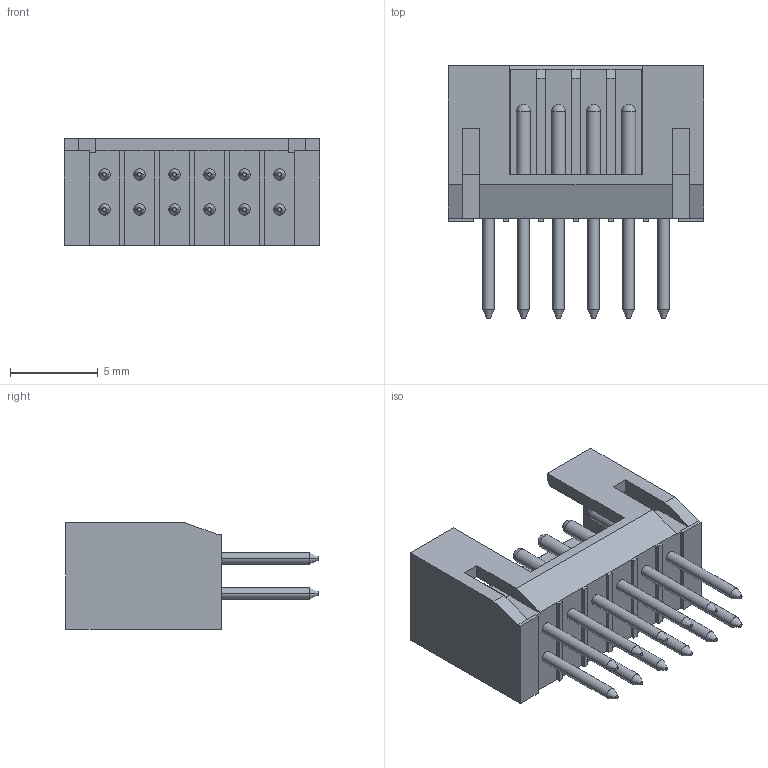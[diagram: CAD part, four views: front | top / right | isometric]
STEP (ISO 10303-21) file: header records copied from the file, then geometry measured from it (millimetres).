
FILE_DESCRIPTION((''),'2;1');
FILE_NAME('F3JL24-S12SD000-01','2023-05-24T',('工程三'),(''),'PRO/ENGINEER BY PARAMETRIC TECHNOLOGY CORPORATION, 2010280','PRO/ENGINEER BY PARAMETRIC TECHNOLOGY CORPORATION, 2010280','');
FILE_SCHEMA(('CONFIG_CONTROL_DESIGN'));
Length unit declared in the file: millimetre
Products named in the file (1): F3JL24-S12SD000-01
Bounding box: 14.6 x 14.4 x 6.1 mm (x, y, z)
Volume: 410.4 mm3; surface area: 950.3 mm2
Topology: 1 solids, 1 shells, 202 faces, 494 edges, 290 vertices
Faces by surface type: plane 106, cylinder 48, sphere 24, cone 24
Entity records: 5724 total; most frequent: DIRECTION 1018, CARTESIAN_POINT 962, ORIENTED_EDGE 940, EDGE_CURVE 470, AXIS2_PLACEMENT_3D 346, VECTOR 326, LINE 326, VERTEX_POINT 290
